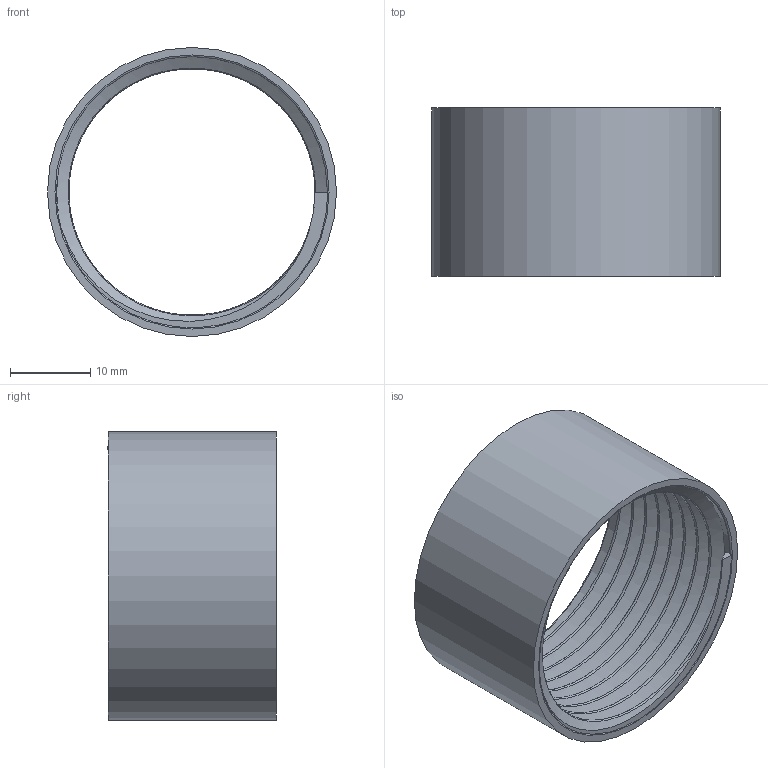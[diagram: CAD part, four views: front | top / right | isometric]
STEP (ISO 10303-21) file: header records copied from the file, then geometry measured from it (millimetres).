
FILE_DESCRIPTION(/* description */ (''),/* implementation_level */ '2;1');
FILE_NAME(/* name */ 'rduction_MF_interne.step',/* time_stamp */ '2025-06-05T18:34:05+02:00',/* author */ (''),/* organization */ (''),/* preprocessor_version */ 'ST-DEVELOPER v20.1',/* originating_system */ 'Autodesk Translation Framework v14.4.0.0',/* authorisation */ '');
FILE_SCHEMA (('AUTOMOTIVE_DESIGN { 1 0 10303 214 3 1 1 }'));
Length unit declared in the file: millimetre
Products named in the file (1): réduction_MF_1,3/4_1,1/4
Bounding box: 36.06 x 21.04 x 36.06 mm (x, y, z)
Volume: 4251.6 mm3; surface area: 10223 mm2
Topology: 2 solids, 2 shells, 22 faces, 54 edges, 36 vertices
Faces by surface type: cylinder 12, plane 5, bspline 3, torus 2
Full cylindrical faces by diameter (mm): 33.8 x1, 33.9 x8, 36.056 x1
Entity records: 2991 total; most frequent: CARTESIAN_POINT 2480, ORIENTED_EDGE 108, DIRECTION 79, EDGE_CURVE 54, VERTEX_POINT 36, AXIS2_PLACEMENT_3D 31, B_SPLINE_CURVE_WITH_KNOTS 26, EDGE_LOOP 24
